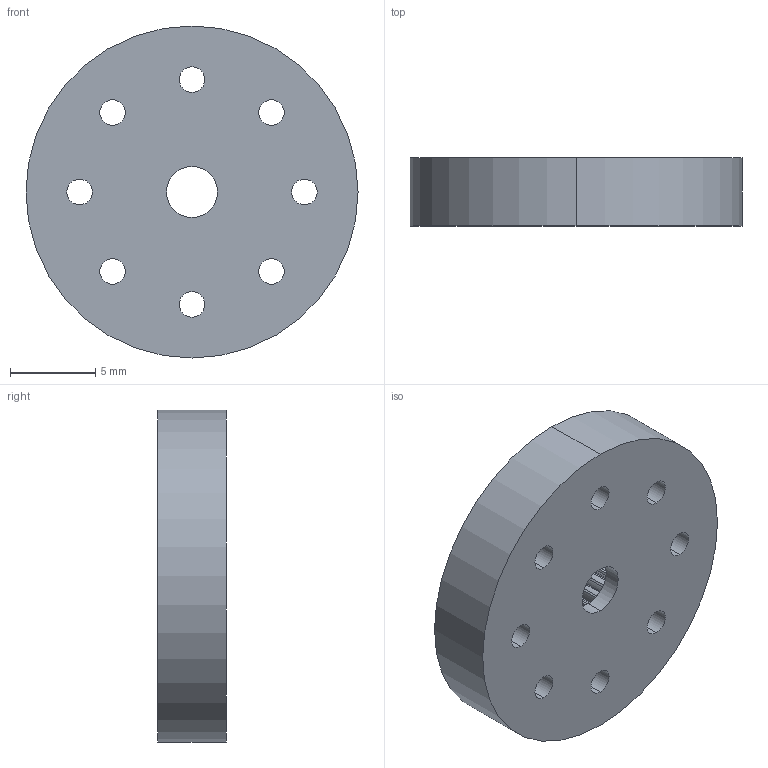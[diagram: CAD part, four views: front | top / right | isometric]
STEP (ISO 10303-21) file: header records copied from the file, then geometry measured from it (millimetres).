
FILE_DESCRIPTION (( 'STEP AP214' ), '1' );
FILE_NAME ('呿蹋翋嗆攫.STEP', '2017-10-14T02:10:43', ( '' ), ( '' ), 'SwSTEP 2.0', 'SolidWorks 2014', '' );
FILE_SCHEMA (( 'AUTOMOTIVE_DESIGN' ));
Length unit declared in the file: millimetre
Products named in the file (1): 呿蹋翋嗆攫
Bounding box: 19.5 x 4 x 19.5 mm (x, y, z)
Volume: 783.9 mm3; surface area: 1574.9 mm2
Topology: 1 solids, 1 shells, 158 faces, 435 edges, 290 vertices
Faces by surface type: cylinder 145, plane 13
Entity records: 5279 total; most frequent: DIRECTION 1043, CARTESIAN_POINT 884, ORIENTED_EDGE 870, AXIS2_PLACEMENT_3D 449, EDGE_CURVE 435, VERTEX_POINT 290, CIRCLE 290, EDGE_LOOP 187
